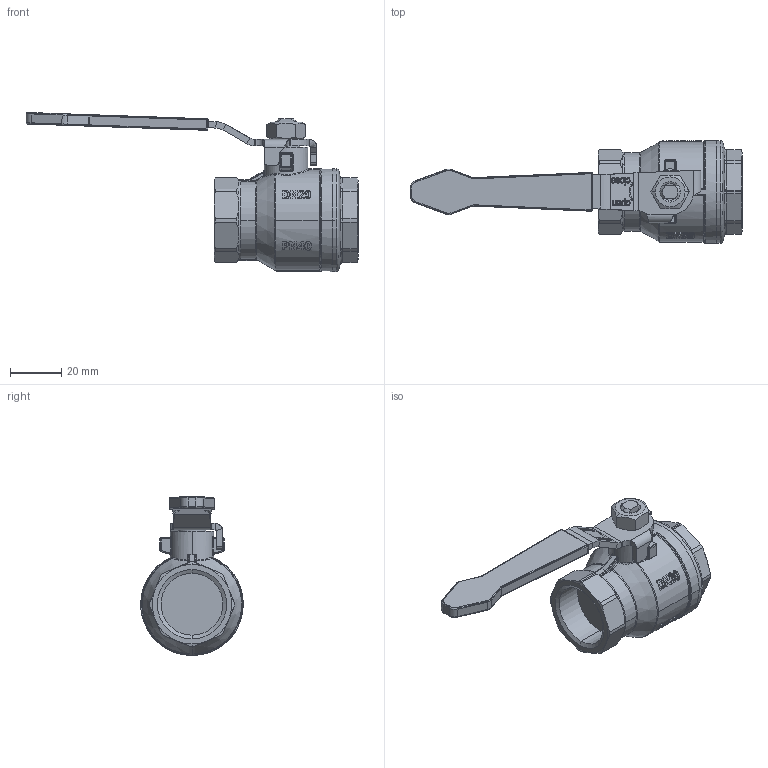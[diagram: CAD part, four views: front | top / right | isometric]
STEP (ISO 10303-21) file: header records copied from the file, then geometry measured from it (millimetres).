
FILE_DESCRIPTION(('HOOPS Exchange Step'),'2;1');
FILE_NAME('GK0100_DN20.stp','2025-05-20T16:30:20+02:00',('nieru'),('Unknown organisation'),'HOOPS Exchange 2024.2','HOOPS Exchange','Unknown authorisation');
FILE_SCHEMA( ('AP203_CONFIGURATION_CONTROLLED_3D_DESIGN_OF_MECHANICAL_PARTS_AND_ASSEMBLIES_MIM_LF') );
Length unit declared in the file: millimetre
Products named in the file (2): 0; root
Assembly tree (1 placements, depth 2):
  root
    0
Bounding box: 129.46 x 40 x 62.01 mm (x, y, z)
Volume: 55232.2 mm3; surface area: 15398.4 mm2
Topology: 1 solids, 1 shells, 770 faces, 1993 edges, 1264 vertices
Faces by surface type: plane 229, bspline 216, cylinder 207, cone 54, torus 42, sphere 22
Entity records: 30638 total; most frequent: CARTESIAN_POINT 14327, ORIENTED_EDGE 3982, DIRECTION 2492, EDGE_CURVE 1991, VERTEX_POINT 1264, AXIS2_PLACEMENT_3D 983, B_SPLINE_CURVE_WITH_KNOTS 915, EDGE_LOOP 815
